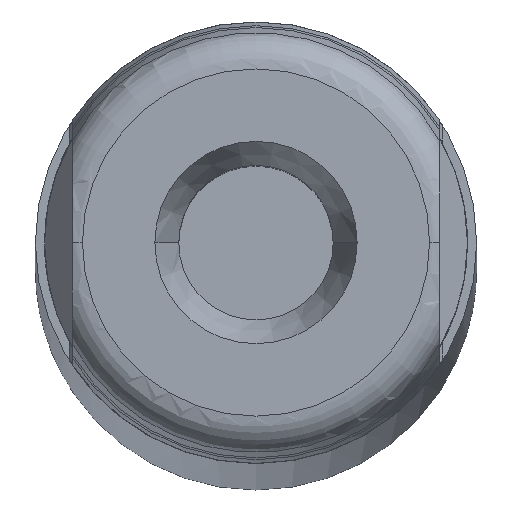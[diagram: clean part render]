
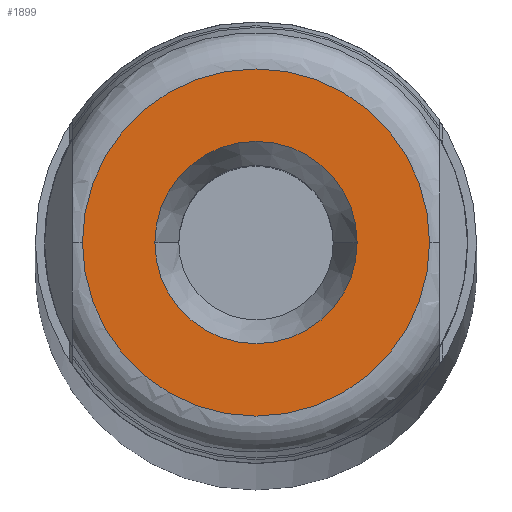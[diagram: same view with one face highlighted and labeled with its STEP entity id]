
A CAD part, top view. The second image highlights one B-rep face of the part: STEP entity #1899.
In plain terms, the highlighted planar face has unit normal (0, 0, 1).
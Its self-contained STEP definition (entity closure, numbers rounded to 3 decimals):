
#140 = VERTEX_POINT ( 'NONE', #1880 ) ;
#210 = AXIS2_PLACEMENT_3D ( 'NONE', #1098, #296, #716 ) ;
#256 = CARTESIAN_POINT ( 'NONE',  ( 4.72, 0., 0. ) ) ;
#272 = CIRCLE ( 'NONE', #1612, 2.75 ) ;
#296 = DIRECTION ( 'NONE',  ( 0., 0., -1. ) ) ;
#327 = EDGE_CURVE ( 'NONE', #1924, #140, #693, .T. ) ;
#346 = ORIENTED_EDGE ( 'NONE', *, *, #327, .F. ) ;
#349 = AXIS2_PLACEMENT_3D ( 'NONE', #2532, #1774, #579 ) ;
#414 = EDGE_CURVE ( 'NONE', #140, #1924, #272, .T. ) ;
#440 = PLANE ( 'NONE',  #210 ) ;
#555 = DIRECTION ( 'NONE',  ( 1., 0., 0. ) ) ;
#579 = DIRECTION ( 'NONE',  ( 1., 0., 0. ) ) ;
#611 = ORIENTED_EDGE ( 'NONE', *, *, #1184, .T. ) ;
#693 = CIRCLE ( 'NONE', #2375, 2.75 ) ;
#716 = DIRECTION ( 'NONE',  ( -1., 0., 0. ) ) ;
#729 = DIRECTION ( 'NONE',  ( 1., 0., 0. ) ) ;
#835 = ORIENTED_EDGE ( 'NONE', *, *, #414, .F. ) ;
#948 = EDGE_LOOP ( 'NONE', ( #346, #835 ) ) ;
#949 = FACE_OUTER_BOUND ( 'NONE', #1813, .T. ) ;
#972 = CIRCLE ( 'NONE', #2055, 4.72 ) ;
#1098 = CARTESIAN_POINT ( 'NONE',  ( 0., 0., 0. ) ) ;
#1127 = CARTESIAN_POINT ( 'NONE',  ( 2.75, 0., 0. ) ) ;
#1158 = CARTESIAN_POINT ( 'NONE',  ( 0., 0., 0. ) ) ;
#1184 = EDGE_CURVE ( 'NONE', #1397, #1521, #972, .T. ) ;
#1268 = DIRECTION ( 'NONE',  ( 0., 0., 1. ) ) ;
#1397 = VERTEX_POINT ( 'NONE', #256 ) ;
#1521 = VERTEX_POINT ( 'NONE', #2513 ) ;
#1528 = EDGE_CURVE ( 'NONE', #1521, #1397, #1749, .T. ) ;
#1612 = AXIS2_PLACEMENT_3D ( 'NONE', #1691, #1700, #729 ) ;
#1691 = CARTESIAN_POINT ( 'NONE',  ( 0., 0., 0. ) ) ;
#1700 = DIRECTION ( 'NONE',  ( 0., 0., 1. ) ) ;
#1749 = CIRCLE ( 'NONE', #349, 4.72 ) ;
#1774 = DIRECTION ( 'NONE',  ( 0., 0., 1. ) ) ;
#1813 = EDGE_LOOP ( 'NONE', ( #611, #1927 ) ) ;
#1880 = CARTESIAN_POINT ( 'NONE',  ( -2.75, 0., 0. ) ) ;
#1899 = ADVANCED_FACE ( 'NONE', ( #2312, #949 ), #440, .F. ) ;
#1924 = VERTEX_POINT ( 'NONE', #1127 ) ;
#1927 = ORIENTED_EDGE ( 'NONE', *, *, #1528, .T. ) ;
#2021 = DIRECTION ( 'NONE',  ( 1., 0., 0. ) ) ;
#2055 = AXIS2_PLACEMENT_3D ( 'NONE', #1158, #2122, #555 ) ;
#2122 = DIRECTION ( 'NONE',  ( 0., 0., 1. ) ) ;
#2228 = CARTESIAN_POINT ( 'NONE',  ( 0., 0., 0. ) ) ;
#2312 = FACE_BOUND ( 'NONE', #948, .T. ) ;
#2375 = AXIS2_PLACEMENT_3D ( 'NONE', #2228, #1268, #2021 ) ;
#2513 = CARTESIAN_POINT ( 'NONE',  ( -4.72, 0., 0. ) ) ;
#2532 = CARTESIAN_POINT ( 'NONE',  ( 0., 0., 0. ) ) ;
